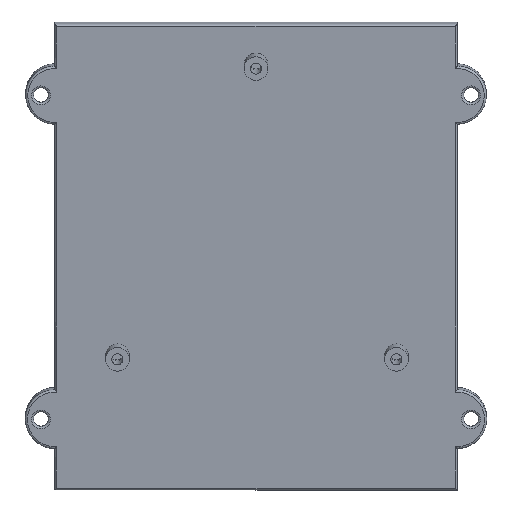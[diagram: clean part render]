
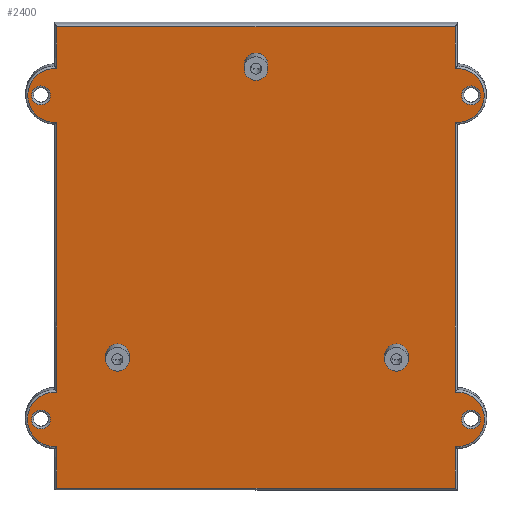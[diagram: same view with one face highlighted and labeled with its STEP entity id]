
A CAD part, top view. The second image highlights one B-rep face of the part: STEP entity #2400.
In plain terms, the highlighted planar face has unit normal (0, -0.131, 0.991).
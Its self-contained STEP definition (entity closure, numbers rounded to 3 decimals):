
#136=FACE_BOUND('',#404,.T.);
#137=FACE_BOUND('',#405,.T.);
#138=FACE_BOUND('',#406,.T.);
#139=FACE_BOUND('',#407,.T.);
#140=FACE_BOUND('',#408,.T.);
#141=FACE_BOUND('',#409,.T.);
#142=FACE_BOUND('',#410,.T.);
#161=PLANE('',#2588);
#244=FACE_OUTER_BOUND('',#403,.T.);
#403=EDGE_LOOP('',(#1782,#1783,#1784,#1785,#1786,#1787,#1788,#1789,#1790,
#1791,#1792,#1793));
#404=EDGE_LOOP('',(#1794));
#405=EDGE_LOOP('',(#1795));
#406=EDGE_LOOP('',(#1796));
#407=EDGE_LOOP('',(#1797));
#408=EDGE_LOOP('',(#1798));
#409=EDGE_LOOP('',(#1799));
#410=EDGE_LOOP('',(#1800));
#601=LINE('',#3696,#813);
#602=LINE('',#3698,#814);
#603=LINE('',#3700,#815);
#604=LINE('',#3704,#816);
#605=LINE('',#3708,#817);
#606=LINE('',#3710,#818);
#607=LINE('',#3712,#819);
#608=LINE('',#3715,#820);
#813=VECTOR('',#2923,10.);
#814=VECTOR('',#2924,10.);
#815=VECTOR('',#2925,10.);
#816=VECTOR('',#2928,10.);
#817=VECTOR('',#2931,10.);
#818=VECTOR('',#2932,10.);
#819=VECTOR('',#2933,10.);
#820=VECTOR('',#2936,10.);
#971=CIRCLE('',#2531,1.75);
#976=CIRCLE('',#2539,1.75);
#981=CIRCLE('',#2547,1.75);
#993=CIRCLE('',#2584,1.4);
#997=CIRCLE('',#2589,4.05);
#998=CIRCLE('',#2590,4.05);
#999=CIRCLE('',#2591,4.);
#1000=CIRCLE('',#2592,4.);
#1001=CIRCLE('',#2593,1.4);
#1002=CIRCLE('',#2594,1.4);
#1003=CIRCLE('',#2595,1.4);
#1041=VERTEX_POINT('',#3375);
#1046=VERTEX_POINT('',#3390);
#1051=VERTEX_POINT('',#3405);
#1144=VERTEX_POINT('',#3684);
#1147=VERTEX_POINT('',#3692);
#1148=VERTEX_POINT('',#3693);
#1149=VERTEX_POINT('',#3695);
#1150=VERTEX_POINT('',#3697);
#1151=VERTEX_POINT('',#3699);
#1152=VERTEX_POINT('',#3701);
#1153=VERTEX_POINT('',#3703);
#1154=VERTEX_POINT('',#3705);
#1155=VERTEX_POINT('',#3707);
#1156=VERTEX_POINT('',#3709);
#1157=VERTEX_POINT('',#3711);
#1158=VERTEX_POINT('',#3713);
#1159=VERTEX_POINT('',#3716);
#1160=VERTEX_POINT('',#3718);
#1161=VERTEX_POINT('',#3720);
#1275=EDGE_CURVE('',#1041,#1041,#971,.T.);
#1282=EDGE_CURVE('',#1046,#1046,#976,.T.);
#1289=EDGE_CURVE('',#1051,#1051,#981,.T.);
#1389=EDGE_CURVE('',#1144,#1144,#993,.T.);
#1393=EDGE_CURVE('',#1147,#1148,#997,.T.);
#1394=EDGE_CURVE('',#1149,#1147,#601,.T.);
#1395=EDGE_CURVE('',#1150,#1149,#602,.T.);
#1396=EDGE_CURVE('',#1151,#1150,#603,.T.);
#1397=EDGE_CURVE('',#1152,#1151,#998,.T.);
#1398=EDGE_CURVE('',#1153,#1152,#604,.T.);
#1399=EDGE_CURVE('',#1154,#1153,#999,.T.);
#1400=EDGE_CURVE('',#1155,#1154,#605,.T.);
#1401=EDGE_CURVE('',#1156,#1155,#606,.T.);
#1402=EDGE_CURVE('',#1157,#1156,#607,.T.);
#1403=EDGE_CURVE('',#1158,#1157,#1000,.T.);
#1404=EDGE_CURVE('',#1148,#1158,#608,.T.);
#1405=EDGE_CURVE('',#1159,#1159,#1001,.T.);
#1406=EDGE_CURVE('',#1160,#1160,#1002,.T.);
#1407=EDGE_CURVE('',#1161,#1161,#1003,.T.);
#1782=ORIENTED_EDGE('',*,*,#1393,.F.);
#1783=ORIENTED_EDGE('',*,*,#1394,.F.);
#1784=ORIENTED_EDGE('',*,*,#1395,.F.);
#1785=ORIENTED_EDGE('',*,*,#1396,.F.);
#1786=ORIENTED_EDGE('',*,*,#1397,.F.);
#1787=ORIENTED_EDGE('',*,*,#1398,.F.);
#1788=ORIENTED_EDGE('',*,*,#1399,.F.);
#1789=ORIENTED_EDGE('',*,*,#1400,.F.);
#1790=ORIENTED_EDGE('',*,*,#1401,.F.);
#1791=ORIENTED_EDGE('',*,*,#1402,.F.);
#1792=ORIENTED_EDGE('',*,*,#1403,.F.);
#1793=ORIENTED_EDGE('',*,*,#1404,.F.);
#1794=ORIENTED_EDGE('',*,*,#1275,.T.);
#1795=ORIENTED_EDGE('',*,*,#1282,.T.);
#1796=ORIENTED_EDGE('',*,*,#1289,.T.);
#1797=ORIENTED_EDGE('',*,*,#1405,.F.);
#1798=ORIENTED_EDGE('',*,*,#1406,.F.);
#1799=ORIENTED_EDGE('',*,*,#1407,.F.);
#1800=ORIENTED_EDGE('',*,*,#1389,.F.);
#2400=ADVANCED_FACE('',(#244,#136,#137,#138,#139,#140,#141,#142),#161,.T.);
#2531=AXIS2_PLACEMENT_3D('',#3377,#2749,#2750);
#2539=AXIS2_PLACEMENT_3D('',#3392,#2767,#2768);
#2547=AXIS2_PLACEMENT_3D('',#3407,#2785,#2786);
#2584=AXIS2_PLACEMENT_3D('',#3685,#2911,#2912);
#2588=AXIS2_PLACEMENT_3D('',#3691,#2919,#2920);
#2589=AXIS2_PLACEMENT_3D('',#3694,#2921,#2922);
#2590=AXIS2_PLACEMENT_3D('',#3702,#2926,#2927);
#2591=AXIS2_PLACEMENT_3D('',#3706,#2929,#2930);
#2592=AXIS2_PLACEMENT_3D('',#3714,#2934,#2935);
#2593=AXIS2_PLACEMENT_3D('',#3717,#2937,#2938);
#2594=AXIS2_PLACEMENT_3D('',#3719,#2939,#2940);
#2595=AXIS2_PLACEMENT_3D('',#3721,#2941,#2942);
#2749=DIRECTION('center_axis',(0.,0.131,-0.991));
#2750=DIRECTION('ref_axis',(1.,0.,0.));
#2767=DIRECTION('center_axis',(0.,0.131,-0.991));
#2768=DIRECTION('ref_axis',(1.,0.,0.));
#2785=DIRECTION('center_axis',(0.,0.131,-0.991));
#2786=DIRECTION('ref_axis',(1.,0.,0.));
#2911=DIRECTION('center_axis',(0.,-0.131,0.991));
#2912=DIRECTION('ref_axis',(1.,0.,0.));
#2919=DIRECTION('center_axis',(0.,-0.131,0.991));
#2920=DIRECTION('ref_axis',(1.,0.,0.));
#2921=DIRECTION('center_axis',(0.,0.131,-0.991));
#2922=DIRECTION('ref_axis',(-1.,0.,0.));
#2923=DIRECTION('',(0.,0.991,0.131));
#2924=DIRECTION('',(-1.,0.,0.));
#2925=DIRECTION('',(0.,-0.991,-0.131));
#2926=DIRECTION('center_axis',(0.,0.131,-0.991));
#2927=DIRECTION('ref_axis',(1.,0.,0.));
#2928=DIRECTION('',(0.,-0.991,-0.131));
#2929=DIRECTION('center_axis',(0.,0.131,-0.991));
#2930=DIRECTION('ref_axis',(1.,0.,0.));
#2931=DIRECTION('',(0.,-0.991,-0.131));
#2932=DIRECTION('',(1.,0.,0.));
#2933=DIRECTION('',(0.,0.991,0.131));
#2934=DIRECTION('center_axis',(0.,0.131,-0.991));
#2935=DIRECTION('ref_axis',(-1.,0.,0.));
#2936=DIRECTION('',(0.,0.991,0.131));
#2937=DIRECTION('center_axis',(0.,-0.131,0.991));
#2938=DIRECTION('ref_axis',(1.,0.,0.));
#2939=DIRECTION('center_axis',(0.,-0.131,0.991));
#2940=DIRECTION('ref_axis',(1.,0.,0.));
#2941=DIRECTION('center_axis',(0.,-0.131,0.991));
#2942=DIRECTION('ref_axis',(1.,0.,0.));
#3375=CARTESIAN_POINT('',(6.441,18.891,-3.564));
#3377=CARTESIAN_POINT('Origin',(8.191,18.891,-3.564));
#3390=CARTESIAN_POINT('',(26.825,61.639,2.063));
#3392=CARTESIAN_POINT('Origin',(28.575,61.639,2.063));
#3405=CARTESIAN_POINT('',(47.462,18.891,-3.564));
#3407=CARTESIAN_POINT('Origin',(49.212,18.891,-3.564));
#3684=CARTESIAN_POINT('',(-1.65,9.52,-4.798));
#3685=CARTESIAN_POINT('Origin',(-3.05,9.52,-4.798));
#3691=CARTESIAN_POINT('Origin',(28.575,33.342,-1.662));
#3692=CARTESIAN_POINT('',(-0.7,5.515,-5.325));
#3693=CARTESIAN_POINT('',(-0.7,13.524,-4.271));
#3694=CARTESIAN_POINT('Origin',(-1.,9.52,-4.798));
#3695=CARTESIAN_POINT('',(-0.7,-0.593,-6.13));
#3696=CARTESIAN_POINT('',(-0.7,16.226,-3.915));
#3697=CARTESIAN_POINT('',(57.85,-0.593,-6.13));
#3698=CARTESIAN_POINT('',(43.363,-0.593,-6.13));
#3699=CARTESIAN_POINT('',(57.85,5.515,-5.325));
#3700=CARTESIAN_POINT('',(57.85,19.274,-3.514));
#3701=CARTESIAN_POINT('',(57.85,13.524,-4.271));
#3702=CARTESIAN_POINT('Origin',(58.15,9.52,-4.798));
#3703=CARTESIAN_POINT('',(57.85,53.21,0.954));
#3704=CARTESIAN_POINT('',(57.85,43.122,-0.374));
#3705=CARTESIAN_POINT('',(57.85,61.119,1.995));
#3706=CARTESIAN_POINT('Origin',(58.15,57.164,1.474));
#3707=CARTESIAN_POINT('',(57.85,67.277,2.806));
#3708=CARTESIAN_POINT('',(57.85,50.458,0.591));
#3709=CARTESIAN_POINT('',(-0.7,67.277,2.806));
#3710=CARTESIAN_POINT('',(13.788,67.277,2.806));
#3711=CARTESIAN_POINT('',(-0.7,61.119,1.995));
#3712=CARTESIAN_POINT('',(-0.7,47.385,0.187));
#3713=CARTESIAN_POINT('',(-0.7,53.21,0.954));
#3714=CARTESIAN_POINT('Origin',(-1.,57.164,1.474));
#3715=CARTESIAN_POINT('',(-0.7,23.587,-2.946));
#3716=CARTESIAN_POINT('',(61.6,9.52,-4.798));
#3717=CARTESIAN_POINT('Origin',(60.2,9.52,-4.798));
#3718=CARTESIAN_POINT('',(61.6,57.164,1.474));
#3719=CARTESIAN_POINT('Origin',(60.2,57.164,1.474));
#3720=CARTESIAN_POINT('',(-1.65,57.164,1.474));
#3721=CARTESIAN_POINT('Origin',(-3.05,57.164,1.474));
